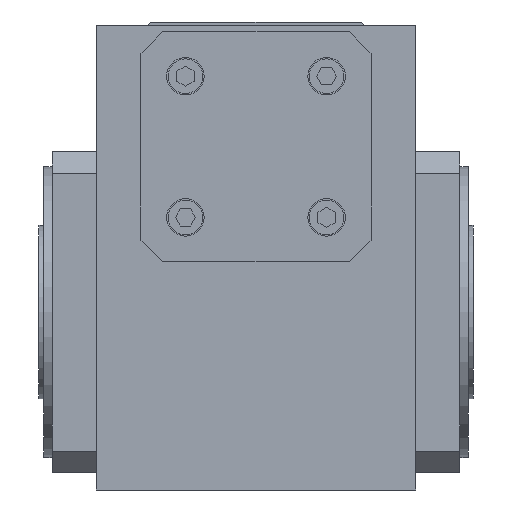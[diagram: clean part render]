
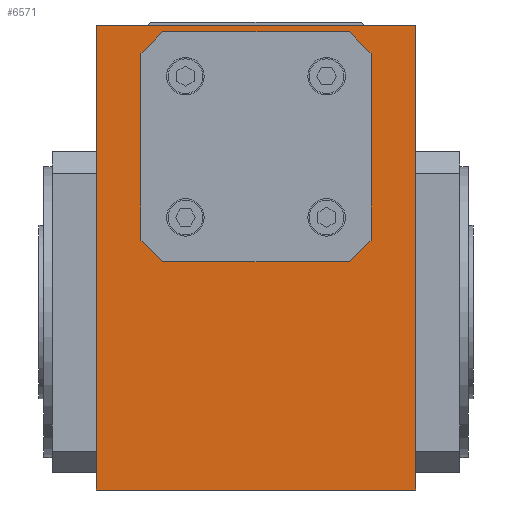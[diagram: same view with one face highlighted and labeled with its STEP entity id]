
A CAD part, left-side view. The second image highlights one B-rep face of the part: STEP entity #6571.
In plain terms, the highlighted planar face has unit normal (-1, 0, 0).
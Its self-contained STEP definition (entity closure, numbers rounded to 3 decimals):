
#72=LINE('',#9000,#520);
#75=LINE('',#9010,#523);
#78=LINE('',#9020,#526);
#79=LINE('',#9021,#527);
#520=VECTOR('',#7523,1000.);
#523=VECTOR('',#7532,1000.);
#526=VECTOR('',#7541,1000.);
#527=VECTOR('',#7542,1000.);
#967=PLANE('',#6953);
#1337=ORIENTED_EDGE('',*,*,#2613,.T.);
#1338=ORIENTED_EDGE('',*,*,#2609,.T.);
#1339=ORIENTED_EDGE('',*,*,#2614,.T.);
#1340=ORIENTED_EDGE('',*,*,#2604,.T.);
#1341=ORIENTED_EDGE('',*,*,#2615,.T.);
#1342=ORIENTED_EDGE('',*,*,#2616,.T.);
#2604=EDGE_CURVE('',#3255,#3256,#72,.T.);
#2609=EDGE_CURVE('',#3259,#3260,#75,.T.);
#2613=EDGE_CURVE('',#3262,#3262,#3738,.T.);
#2614=EDGE_CURVE('',#3260,#3255,#78,.T.);
#2615=EDGE_CURVE('',#3256,#3259,#79,.T.);
#2616=EDGE_CURVE('',#3263,#3263,#3739,.T.);
#3255=VERTEX_POINT('',#9001);
#3256=VERTEX_POINT('',#9002);
#3259=VERTEX_POINT('',#9011);
#3260=VERTEX_POINT('',#9012);
#3262=VERTEX_POINT('',#9019);
#3263=VERTEX_POINT('',#9023);
#3738=CIRCLE('',#6954,5.);
#3739=CIRCLE('',#6955,20.);
#3940=EDGE_LOOP('',(#1337));
#3941=EDGE_LOOP('',(#1338,#1339,#1340,#1341));
#3942=EDGE_LOOP('',(#1342));
#4441=FACE_BOUND('',#3940,.T.);
#4442=FACE_BOUND('',#3941,.T.);
#4443=FACE_BOUND('',#3942,.T.);
#6571=ADVANCED_FACE('',(#4441,#4442,#4443),#967,.T.);
#6953=AXIS2_PLACEMENT_3D('',#9017,#7537,#7538);
#6954=AXIS2_PLACEMENT_3D('',#9018,#7539,#7540);
#6955=AXIS2_PLACEMENT_3D('',#9022,#7543,#7544);
#7523=DIRECTION('',(0.,0.,-1.));
#7532=DIRECTION('',(0.,0.,1.));
#7537=DIRECTION('',(-1.,0.,0.));
#7538=DIRECTION('',(0.,-1.,0.));
#7539=DIRECTION('',(1.,0.,0.));
#7540=DIRECTION('',(0.,-1.,0.));
#7541=DIRECTION('',(0.,1.,0.));
#7542=DIRECTION('',(0.,-1.,0.));
#7543=DIRECTION('',(1.,0.,0.));
#7544=DIRECTION('',(0.,-1.,0.));
#9000=CARTESIAN_POINT('',(-89.5,73.5,55.735));
#9001=CARTESIAN_POINT('',(-89.5,73.5,55.735));
#9002=CARTESIAN_POINT('',(-89.5,73.5,-158.135));
#9010=CARTESIAN_POINT('',(-89.5,-73.5,-158.135));
#9011=CARTESIAN_POINT('',(-89.5,-73.5,-158.135));
#9012=CARTESIAN_POINT('',(-89.5,-73.5,55.735));
#9017=CARTESIAN_POINT('',(-89.5,-73.5,55.735));
#9018=CARTESIAN_POINT('',(-89.5,32.527,32.527));
#9019=CARTESIAN_POINT('',(-89.5,27.527,32.527));
#9020=CARTESIAN_POINT('',(-89.5,-73.5,55.735));
#9021=CARTESIAN_POINT('',(-89.5,73.5,-158.135));
#9022=CARTESIAN_POINT('',(-89.5,0.,0.));
#9023=CARTESIAN_POINT('',(-89.5,-20.,0.));
